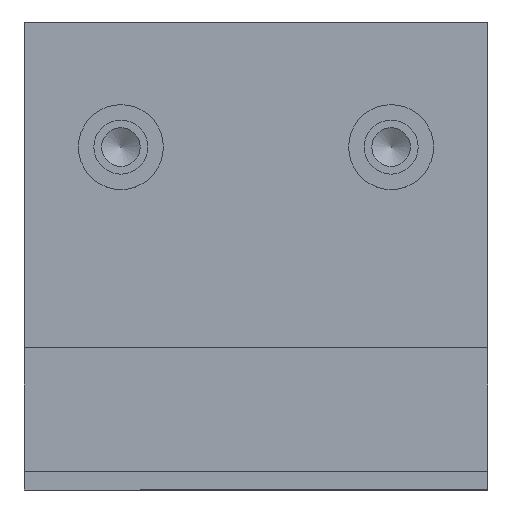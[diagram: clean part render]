
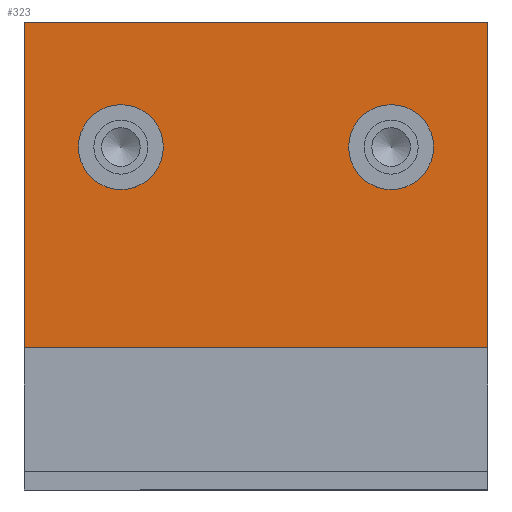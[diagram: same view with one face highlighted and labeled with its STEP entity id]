
A CAD part, left-side view. The second image highlights one B-rep face of the part: STEP entity #323.
In plain terms, the highlighted face is planar.
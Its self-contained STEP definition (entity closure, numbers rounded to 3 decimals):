
#323 = ADVANCED_FACE( '', ( #543, #544, #545 ), #546, .T. );
#543 = FACE_BOUND( '', #777, .T. );
#544 = FACE_BOUND( '', #778, .T. );
#545 = FACE_OUTER_BOUND( '', #779, .T. );
#546 = PLANE( '', #780 );
#777 = EDGE_LOOP( '', ( #1573 ) );
#778 = EDGE_LOOP( '', ( #1574 ) );
#779 = EDGE_LOOP( '', ( #1575, #1576, #1577, #1578 ) );
#780 = AXIS2_PLACEMENT_3D( '', #1579, #1580, #1581 );
#1573 = ORIENTED_EDGE( '', *, *, #1853, .T. );
#1574 = ORIENTED_EDGE( '', *, *, #1854, .T. );
#1575 = ORIENTED_EDGE( '', *, *, #1841, .T. );
#1576 = ORIENTED_EDGE( '', *, *, #1849, .T. );
#1577 = ORIENTED_EDGE( '', *, *, #1851, .T. );
#1578 = ORIENTED_EDGE( '', *, *, #1852, .T. );
#1579 = CARTESIAN_POINT( '', ( -30., -21.1, 12. ) );
#1580 = DIRECTION( '', ( 0., 0., 1. ) );
#1581 = DIRECTION( '', ( 1., 0., 0. ) );
#1841 = EDGE_CURVE( '', #2229, #2227, #2230, .T. );
#1849 = EDGE_CURVE( '', #2227, #2241, #2243, .T. );
#1851 = EDGE_CURVE( '', #2241, #2244, #2246, .T. );
#1852 = EDGE_CURVE( '', #2244, #2229, #2247, .T. );
#1853 = EDGE_CURVE( '', #2248, #2248, #2249, .T. );
#1854 = EDGE_CURVE( '', #2250, #2250, #2251, .T. );
#2227 = VERTEX_POINT( '', #2791 );
#2229 = VERTEX_POINT( '', #2794 );
#2230 = LINE( '', #2795, #2796 );
#2241 = VERTEX_POINT( '', #2811 );
#2243 = LINE( '', #2814, #2815 );
#2244 = VERTEX_POINT( '', #2816 );
#2246 = LINE( '', #2819, #2820 );
#2247 = LINE( '', #2821, #2822 );
#2248 = VERTEX_POINT( '', #2823 );
#2249 = CIRCLE( '', #2824, 5.5 );
#2250 = VERTEX_POINT( '', #2825 );
#2251 = CIRCLE( '', #2826, 5.5 );
#2791 = CARTESIAN_POINT( '', ( -30., -21.1, 12. ) );
#2794 = CARTESIAN_POINT( '', ( -30., 21.1, 12. ) );
#2795 = CARTESIAN_POINT( '', ( -30., 21.1, 12. ) );
#2796 = VECTOR( '', #3200, 1000. );
#2811 = CARTESIAN_POINT( '', ( 30., -21.1, 12. ) );
#2814 = CARTESIAN_POINT( '', ( -30., -21.1, 12. ) );
#2815 = VECTOR( '', #3212, 1000. );
#2816 = CARTESIAN_POINT( '', ( 30., 21.1, 12. ) );
#2819 = CARTESIAN_POINT( '', ( 30., -21.1, 12. ) );
#2820 = VECTOR( '', #3214, 1000. );
#2821 = CARTESIAN_POINT( '', ( 30., 21.1, 12. ) );
#2822 = VECTOR( '', #3215, 1000. );
#2823 = CARTESIAN_POINT( '', ( -17.5, -0.6, 12. ) );
#2824 = AXIS2_PLACEMENT_3D( '', #3216, #3217, #3218 );
#2825 = CARTESIAN_POINT( '', ( 17.5, -0.6, 12. ) );
#2826 = AXIS2_PLACEMENT_3D( '', #3219, #3220, #3221 );
#3200 = DIRECTION( '', ( 0., -1., 0. ) );
#3212 = DIRECTION( '', ( 1., 0., 0. ) );
#3214 = DIRECTION( '', ( 0., 1., 0. ) );
#3215 = DIRECTION( '', ( -1., 0., 0. ) );
#3216 = CARTESIAN_POINT( '', ( -17.5, 4.9, 12. ) );
#3217 = DIRECTION( '', ( 0., 0., -1. ) );
#3218 = DIRECTION( '', ( 0., -1., 0. ) );
#3219 = CARTESIAN_POINT( '', ( 17.5, 4.9, 12. ) );
#3220 = DIRECTION( '', ( 0., 0., -1. ) );
#3221 = DIRECTION( '', ( 0., -1., 0. ) );
